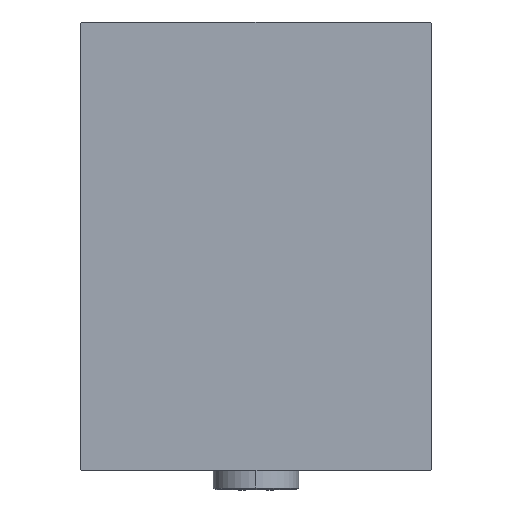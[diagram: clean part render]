
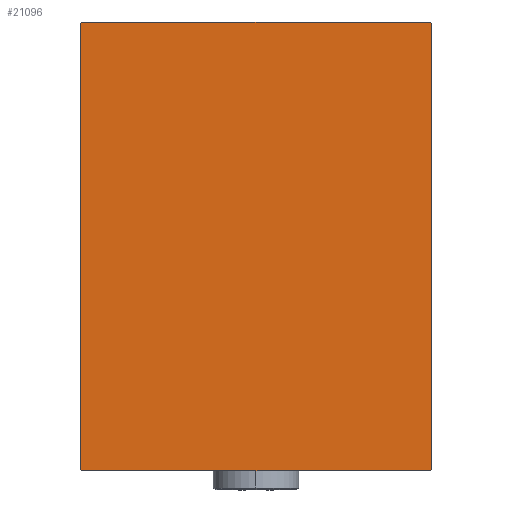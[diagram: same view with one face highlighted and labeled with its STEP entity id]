
A CAD part, left-side view. The second image highlights one B-rep face of the part: STEP entity #21096.
In plain terms, the highlighted face is planar.
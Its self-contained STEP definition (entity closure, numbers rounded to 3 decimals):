
#141 = CARTESIAN_POINT ( 'NONE',  ( 158., -45., 57.5 ) ) ;
#2297 = VECTOR ( 'NONE', #24914, 1000. ) ;
#3188 = VERTEX_POINT ( 'NONE', #14816 ) ;
#3260 = EDGE_CURVE ( 'NONE', #29073, #3188, #15914, .T. ) ;
#3616 = CARTESIAN_POINT ( 'NONE',  ( 158., 45., -57.2 ) ) ;
#3742 = ORIENTED_EDGE ( 'NONE', *, *, #39317, .T. ) ;
#3762 = EDGE_LOOP ( 'NONE', ( #9806, #9147, #37407, #41985, #26254, #41945, #3742, #41279 ) ) ;
#3822 = VECTOR ( 'NONE', #25650, 1000. ) ;
#3967 = CARTESIAN_POINT ( 'NONE',  ( 158., 44.7, 57.5 ) ) ;
#5328 = DIRECTION ( 'NONE',  ( 1., 0., 0. ) ) ;
#5637 = LINE ( 'NONE', #8764, #29077 ) ;
#5689 = EDGE_CURVE ( 'NONE', #32284, #26579, #29456, .T. ) ;
#6188 = CARTESIAN_POINT ( 'NONE',  ( 158., 45., -57.5 ) ) ;
#7637 = LINE ( 'NONE', #10997, #2297 ) ;
#7914 = EDGE_CURVE ( 'NONE', #41997, #17286, #13142, .T. ) ;
#8734 = LINE ( 'NONE', #29398, #15425 ) ;
#8764 = CARTESIAN_POINT ( 'NONE',  ( 158., 51.1, -51.1 ) ) ;
#9147 = ORIENTED_EDGE ( 'NONE', *, *, #32552, .T. ) ;
#9556 = PLANE ( 'NONE',  #18825 ) ;
#9806 = ORIENTED_EDGE ( 'NONE', *, *, #5689, .T. ) ;
#10997 = CARTESIAN_POINT ( 'NONE',  ( 158., 51.1, 51.1 ) ) ;
#12864 = CARTESIAN_POINT ( 'NONE',  ( 158., -44.7, -57.5 ) ) ;
#13142 = LINE ( 'NONE', #6188, #39648 ) ;
#14063 = EDGE_CURVE ( 'NONE', #17286, #29073, #7637, .T. ) ;
#14816 = CARTESIAN_POINT ( 'NONE',  ( 158., -44.7, 57.5 ) ) ;
#15425 = VECTOR ( 'NONE', #39712, 1000. ) ;
#15469 = DIRECTION ( 'NONE',  ( 0., -1., 0. ) ) ;
#15692 = CARTESIAN_POINT ( 'NONE',  ( 158., 45., 57.5 ) ) ;
#15914 = LINE ( 'NONE', #15692, #23089 ) ;
#16498 = DIRECTION ( 'NONE',  ( 0., 0., 1. ) ) ;
#17286 = VERTEX_POINT ( 'NONE', #18844 ) ;
#17627 = CARTESIAN_POINT ( 'NONE',  ( 158., -45., 57.2 ) ) ;
#18825 = AXIS2_PLACEMENT_3D ( 'NONE', #29121, #5328, #19010 ) ;
#18844 = CARTESIAN_POINT ( 'NONE',  ( 158., 45., 57.2 ) ) ;
#19010 = DIRECTION ( 'NONE',  ( 0., 0., -1. ) ) ;
#20948 = CARTESIAN_POINT ( 'NONE',  ( 158., -51.1, -51.1 ) ) ;
#21096 = ADVANCED_FACE ( 'NONE', ( #40307 ), #9556, .T. ) ;
#21569 = CARTESIAN_POINT ( 'NONE',  ( 158., -45., -57.2 ) ) ;
#22535 = CARTESIAN_POINT ( 'NONE',  ( 158., 44.7, -57.5 ) ) ;
#23089 = VECTOR ( 'NONE', #15469, 1000. ) ;
#23684 = LINE ( 'NONE', #141, #40687 ) ;
#23746 = VERTEX_POINT ( 'NONE', #21569 ) ;
#24914 = DIRECTION ( 'NONE',  ( 0., -0.707, 0.707 ) ) ;
#25650 = DIRECTION ( 'NONE',  ( 0., 1., 0. ) ) ;
#26254 = ORIENTED_EDGE ( 'NONE', *, *, #3260, .T. ) ;
#26579 = VERTEX_POINT ( 'NONE', #22535 ) ;
#28217 = EDGE_CURVE ( 'NONE', #3188, #41435, #8734, .T. ) ;
#28648 = EDGE_CURVE ( 'NONE', #23746, #32284, #35526, .T. ) ;
#29073 = VERTEX_POINT ( 'NONE', #3967 ) ;
#29077 = VECTOR ( 'NONE', #33015, 1000. ) ;
#29121 = CARTESIAN_POINT ( 'NONE',  ( 158., 0., 0. ) ) ;
#29398 = CARTESIAN_POINT ( 'NONE',  ( 158., -51.1, 51.1 ) ) ;
#29456 = LINE ( 'NONE', #36850, #3822 ) ;
#32284 = VERTEX_POINT ( 'NONE', #12864 ) ;
#32552 = EDGE_CURVE ( 'NONE', #26579, #41997, #5637, .T. ) ;
#33015 = DIRECTION ( 'NONE',  ( 0., 0.707, 0.707 ) ) ;
#33794 = DIRECTION ( 'NONE',  ( 0., 0., -1. ) ) ;
#34648 = DIRECTION ( 'NONE',  ( 0., 0.707, -0.707 ) ) ;
#35526 = LINE ( 'NONE', #20948, #37660 ) ;
#36850 = CARTESIAN_POINT ( 'NONE',  ( 158., -45., -57.5 ) ) ;
#37407 = ORIENTED_EDGE ( 'NONE', *, *, #7914, .T. ) ;
#37660 = VECTOR ( 'NONE', #34648, 1000. ) ;
#39317 = EDGE_CURVE ( 'NONE', #41435, #23746, #23684, .T. ) ;
#39648 = VECTOR ( 'NONE', #16498, 1000. ) ;
#39712 = DIRECTION ( 'NONE',  ( 0., -0.707, -0.707 ) ) ;
#40307 = FACE_OUTER_BOUND ( 'NONE', #3762, .T. ) ;
#40687 = VECTOR ( 'NONE', #33794, 1000. ) ;
#41279 = ORIENTED_EDGE ( 'NONE', *, *, #28648, .T. ) ;
#41435 = VERTEX_POINT ( 'NONE', #17627 ) ;
#41945 = ORIENTED_EDGE ( 'NONE', *, *, #28217, .T. ) ;
#41985 = ORIENTED_EDGE ( 'NONE', *, *, #14063, .T. ) ;
#41997 = VERTEX_POINT ( 'NONE', #3616 ) ;
